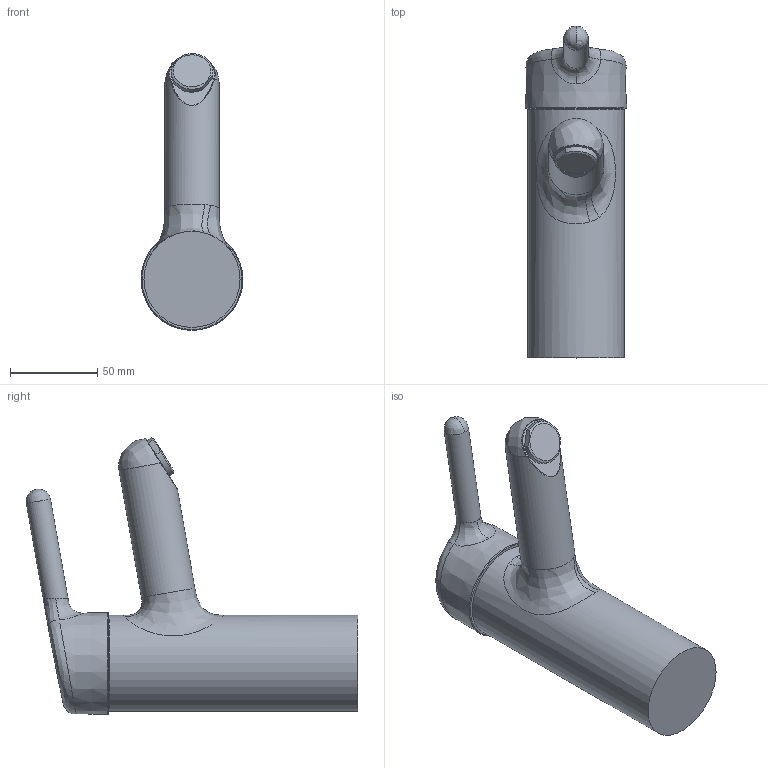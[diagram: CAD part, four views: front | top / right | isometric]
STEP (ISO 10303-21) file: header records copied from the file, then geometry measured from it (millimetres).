
FILE_DESCRIPTION (( 'STEP AP203' ), '1' );
FILE_NAME ('01622193.STEP', '2017-03-09T05:38:26', ( '' ), ( '' ), 'SwSTEP 2.0', 'SolidWorks 2016', '' );
FILE_SCHEMA (( 'CONFIG_CONTROL_DESIGN' ));
Length unit declared in the file: millimetre
Products named in the file (1): 01622193
Bounding box: 58.18 x 189.71 x 158.27 mm (x, y, z)
Volume: 504702.7 mm3; surface area: 47964.6 mm2
Topology: 1 solids, 1 shells, 42 faces, 104 edges, 60 vertices
Faces by surface type: bspline 26, plane 7, cylinder 6, cone 3
Full cylindrical faces by diameter (mm): 14 x1, 31 x1, 50.761 x1, 55 x1
Entity records: 6864 total; most frequent: CARTESIAN_POINT 6084, ORIENTED_EDGE 170, EDGE_CURVE 85, DIRECTION 78, VERTEX_POINT 57, B_SPLINE_CURVE_WITH_KNOTS 55, EDGE_LOOP 54, FACE_OUTER_BOUND 47
